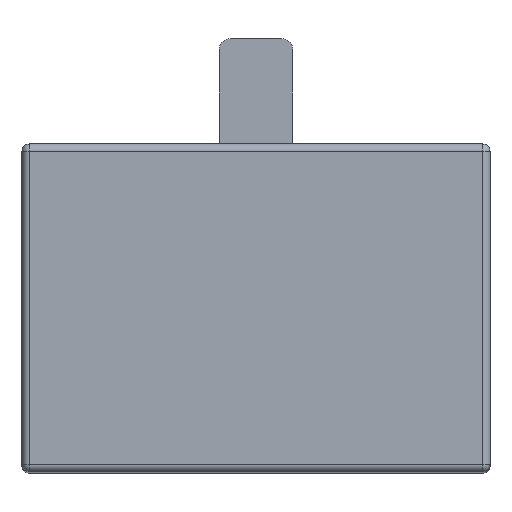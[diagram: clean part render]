
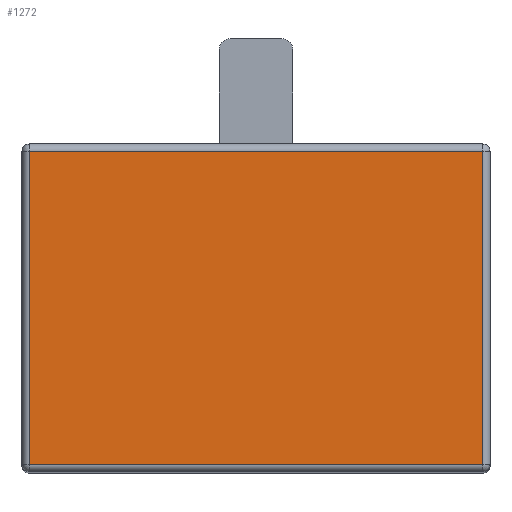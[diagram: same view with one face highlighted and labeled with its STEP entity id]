
A CAD part, top view. The second image highlights one B-rep face of the part: STEP entity #1272.
In plain terms, the highlighted planar face has unit normal (0, 0, 1).
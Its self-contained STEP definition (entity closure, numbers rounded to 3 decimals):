
#144=FACE_OUTER_BOUND('',#229,.T.);
#229=EDGE_LOOP('',(#1053,#1054,#1055,#1056));
#368=LINE('',#2089,#503);
#369=LINE('',#2091,#504);
#370=LINE('',#2093,#505);
#371=LINE('',#2094,#506);
#503=VECTOR('',#1697,1.);
#504=VECTOR('',#1698,1.);
#505=VECTOR('',#1699,1.);
#506=VECTOR('',#1700,1.);
#624=VERTEX_POINT('',#2087);
#625=VERTEX_POINT('',#2088);
#626=VERTEX_POINT('',#2090);
#627=VERTEX_POINT('',#2092);
#778=EDGE_CURVE('',#624,#625,#368,.T.);
#779=EDGE_CURVE('',#625,#626,#369,.T.);
#780=EDGE_CURVE('',#626,#627,#370,.T.);
#781=EDGE_CURVE('',#627,#624,#371,.T.);
#1053=ORIENTED_EDGE('',*,*,#778,.T.);
#1054=ORIENTED_EDGE('',*,*,#779,.T.);
#1055=ORIENTED_EDGE('',*,*,#780,.T.);
#1056=ORIENTED_EDGE('',*,*,#781,.T.);
#1206=PLANE('',#1382);
#1272=ADVANCED_FACE('',(#144),#1206,.F.);
#1382=AXIS2_PLACEMENT_3D('',#2086,#1695,#1696);
#1695=DIRECTION('center_axis',(0.,0.,-1.));
#1696=DIRECTION('ref_axis',(-1.,0.,0.));
#1697=DIRECTION('',(1.,0.,0.));
#1698=DIRECTION('',(0.,1.,0.));
#1699=DIRECTION('',(-1.,0.,0.));
#1700=DIRECTION('',(0.,-1.,0.));
#2086=CARTESIAN_POINT('Origin',(0.,4.45,23.2));
#2087=CARTESIAN_POINT('',(0.2,-4.25,23.2));
#2088=CARTESIAN_POINT('',(12.5,-4.25,23.2));
#2089=CARTESIAN_POINT('',(12.7,-4.25,23.2));
#2090=CARTESIAN_POINT('',(12.5,4.25,23.2));
#2091=CARTESIAN_POINT('',(12.5,4.45,23.2));
#2092=CARTESIAN_POINT('',(0.2,4.25,23.2));
#2093=CARTESIAN_POINT('',(0.,4.25,23.2));
#2094=CARTESIAN_POINT('',(0.2,-4.45,23.2));
